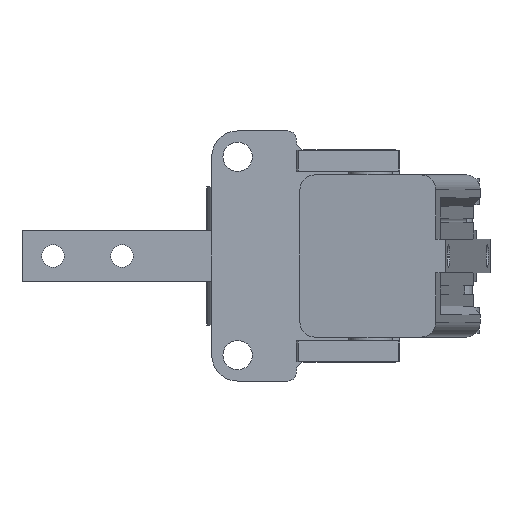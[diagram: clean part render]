
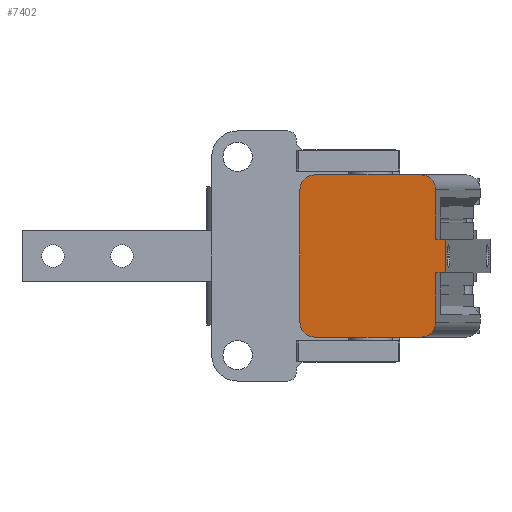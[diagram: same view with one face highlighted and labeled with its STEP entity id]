
A CAD part, front view. The second image highlights one B-rep face of the part: STEP entity #7402.
In plain terms, the highlighted planar face has unit normal (-0.113, -0.994, 0).
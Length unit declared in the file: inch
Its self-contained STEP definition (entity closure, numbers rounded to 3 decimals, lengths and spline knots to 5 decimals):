
#5361=DIRECTION('',(-0.994,0.113,0.));
#5362=VECTOR('',#5361,0.227);
#5363=CARTESIAN_POINT('',(5.33817,-10.6303,0.38));
#5364=LINE('',#5363,#5362);
#5377=DIRECTION('',(0.,0.,-1.));
#5378=VECTOR('',#5377,1.13539);
#5379=CARTESIAN_POINT('',(5.11262,-10.60471,-0.38));
#5380=LINE('',#5379,#5378);
#5381=CARTESIAN_POINT('',(4.77976,-10.56695,
-1.51539));
#5382=DIRECTION('',(-0.113,-0.994,0.));
#5383=DIRECTION('',(0.,0.,-1.));
#5384=AXIS2_PLACEMENT_3D('',#5381,#5382,#5383);
#5386=CARTESIAN_POINT('',(2.34626,-10.29085,
-1.51539));
#5387=DIRECTION('',(-0.113,-0.994,0.));
#5388=DIRECTION('',(-0.994,0.113,0.));
#5389=AXIS2_PLACEMENT_3D('',#5386,#5387,#5388);
#5391=DIRECTION('',(0.,0.,-1.));
#5392=VECTOR('',#5391,3.03029);
#5393=CARTESIAN_POINT('',(2.0134,-10.25309,1.51489));
#5394=LINE('',#5393,#5392);
#5395=CARTESIAN_POINT('',(2.34626,-10.29085,1.51489));
#5396=DIRECTION('',(-0.113,-0.994,0.));
#5397=DIRECTION('',(0.,0.,1.));
#5398=AXIS2_PLACEMENT_3D('',#5395,#5396,#5397);
#5400=DIRECTION('',(-0.994,0.113,0.));
#5401=VECTOR('',#5400,2.4491);
#5402=CARTESIAN_POINT('',(4.77976,-10.56695,1.84989));
#5403=LINE('',#5402,#5401);
#5404=CARTESIAN_POINT('',(4.77976,-10.56695,1.51489));
#5405=DIRECTION('',(-0.113,-0.994,0.));
#5406=DIRECTION('',(0.994,-0.113,0.));
#5407=AXIS2_PLACEMENT_3D('',#5404,#5405,#5406);
#5409=DIRECTION('',(0.,0.,-1.));
#5410=VECTOR('',#5409,1.13489);
#5411=CARTESIAN_POINT('',(5.11262,-10.60471,1.51489));
#5412=LINE('',#5411,#5410);
#5413=DIRECTION('',(0.,0.,1.));
#5414=VECTOR('',#5413,0.76);
#5415=CARTESIAN_POINT('',(5.33817,-10.6303,-0.38));
#5416=LINE('',#5415,#5414);
#5421=DIRECTION('',(0.994,-0.113,0.));
#5422=VECTOR('',#5421,0.227);
#5423=CARTESIAN_POINT('',(5.11262,-10.60471,-0.38));
#5424=LINE('',#5423,#5422);
#5461=DIRECTION('',(0.994,-0.113,0.));
#5462=VECTOR('',#5461,2.4491);
#5463=CARTESIAN_POINT('',(2.34626,-10.29085,
-1.85039));
#5464=LINE('',#5463,#5462);
#5937=CARTESIAN_POINT('',(5.33817,-10.6303,-0.38));
#5938=CARTESIAN_POINT('',(5.33817,-10.6303,0.38));
#5939=VERTEX_POINT('',#5937);
#5940=VERTEX_POINT('',#5938);
#5961=CARTESIAN_POINT('',(5.11262,-10.60471,-0.38));
#5962=CARTESIAN_POINT('',(5.11262,-10.60471,
-1.51539));
#5963=VERTEX_POINT('',#5961);
#5964=VERTEX_POINT('',#5962);
#5965=CARTESIAN_POINT('',(4.77976,-10.56695,
-1.85039));
#5966=VERTEX_POINT('',#5965);
#5967=CARTESIAN_POINT('',(2.0134,-10.25309,
-1.51539));
#5968=CARTESIAN_POINT('',(2.34626,-10.29085,
-1.85039));
#5969=VERTEX_POINT('',#5967);
#5970=VERTEX_POINT('',#5968);
#5971=CARTESIAN_POINT('',(2.34626,-10.29085,1.84989));
#5972=CARTESIAN_POINT('',(2.0134,-10.25309,1.51489));
#5973=VERTEX_POINT('',#5971);
#5974=VERTEX_POINT('',#5972);
#5975=CARTESIAN_POINT('',(5.11262,-10.60471,1.51489));
#5976=CARTESIAN_POINT('',(4.77976,-10.56695,1.84989));
#5977=VERTEX_POINT('',#5975);
#5978=VERTEX_POINT('',#5976);
#5979=CARTESIAN_POINT('',(5.11262,-10.60471,0.38));
#5980=VERTEX_POINT('',#5979);
#7373=CARTESIAN_POINT('',(6.316,-10.74124,0.));
#7374=DIRECTION('',(0.113,0.994,0.));
#7375=DIRECTION('',(-0.994,0.113,0.));
#7376=AXIS2_PLACEMENT_3D('',#7373,#7374,#7375);
#7377=PLANE('',#7376);
#7379=ORIENTED_EDGE('',*,*,#7378,.F.);
#7381=ORIENTED_EDGE('',*,*,#7380,.T.);
#7383=ORIENTED_EDGE('',*,*,#7382,.F.);
#7385=ORIENTED_EDGE('',*,*,#7384,.F.);
#7387=ORIENTED_EDGE('',*,*,#7386,.F.);
#7389=ORIENTED_EDGE('',*,*,#7388,.F.);
#7391=ORIENTED_EDGE('',*,*,#7390,.F.);
#7393=ORIENTED_EDGE('',*,*,#7392,.F.);
#7395=ORIENTED_EDGE('',*,*,#7394,.F.);
#7396=ORIENTED_EDGE('',*,*,#7353,.T.);
#7397=ORIENTED_EDGE('',*,*,#7339,.F.);
#7399=ORIENTED_EDGE('',*,*,#7398,.F.);
#7400=EDGE_LOOP('',(#7379,#7381,#7383,#7385,#7387,#7389,#7391,#7393,#7395,#7396,
#7397,#7399));
#7401=FACE_OUTER_BOUND('',#7400,.F.);
#5385=CIRCLE('',#5384,0.335);
#5390=CIRCLE('',#5389,0.335);
#5399=CIRCLE('',#5398,0.335);
#5408=CIRCLE('',#5407,0.335);
#7339=EDGE_CURVE('',#5940,#5980,#5364,.T.);
#7353=EDGE_CURVE('',#5977,#5980,#5412,.T.);
#7378=EDGE_CURVE('',#5963,#5939,#5424,.T.);
#7380=EDGE_CURVE('',#5963,#5964,#5380,.T.);
#7382=EDGE_CURVE('',#5966,#5964,#5385,.T.);
#7384=EDGE_CURVE('',#5970,#5966,#5464,.T.);
#7386=EDGE_CURVE('',#5969,#5970,#5390,.T.);
#7388=EDGE_CURVE('',#5974,#5969,#5394,.T.);
#7390=EDGE_CURVE('',#5973,#5974,#5399,.T.);
#7392=EDGE_CURVE('',#5978,#5973,#5403,.T.);
#7394=EDGE_CURVE('',#5977,#5978,#5408,.T.);
#7398=EDGE_CURVE('',#5939,#5940,#5416,.T.);
#7402=ADVANCED_FACE('',(#7401),#7377,.F.);
